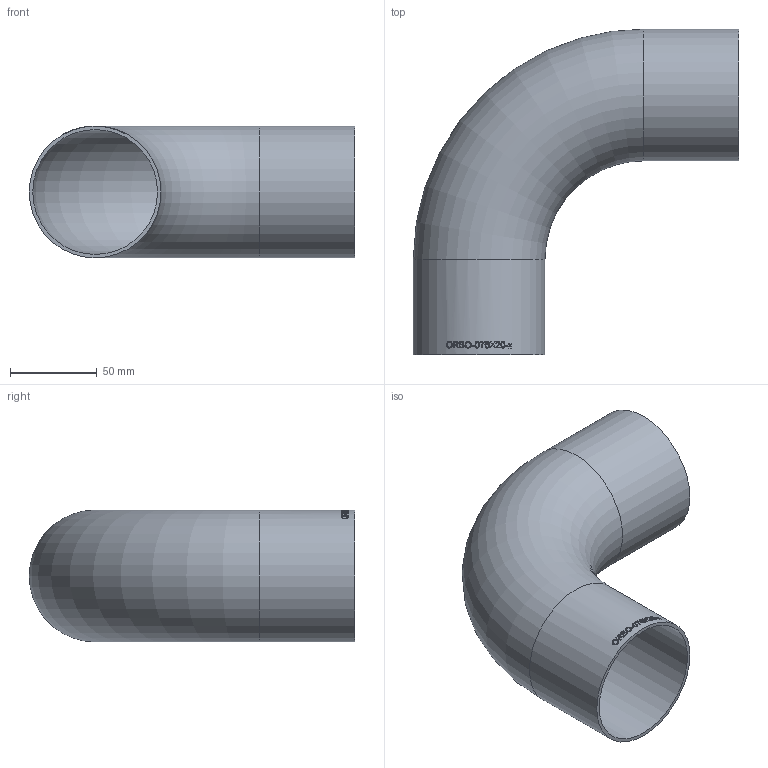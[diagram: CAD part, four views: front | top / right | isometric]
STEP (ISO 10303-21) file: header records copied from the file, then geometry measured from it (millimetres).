
FILE_DESCRIPTION (( 'STEP AP214' ), '1' );
FILE_NAME ('ORBO-076X20-x Bogen orbital Iso 2004.STEP', '2020-04-09T10:38:06', ( '' ), ( '' ), 'SwSTEP 2.0', 'SolidWorks 2019', '' );
FILE_SCHEMA (( 'AUTOMOTIVE_DESIGN' ));
Length unit declared in the file: millimetre
Products named in the file (1): ORBO-076X20-x Bogen orbital Iso 2004
Bounding box: 188.05 x 188.05 x 76.1 mm (x, y, z)
Volume: 120672.1 mm3; surface area: 121628.7 mm2
Topology: 1 solids, 1 shells, 179 faces, 468 edges, 311 vertices
Faces by surface type: bspline 108, plane 44, cylinder 25, torus 2
Full cylindrical faces by diameter (mm): 72.1 x2, 76.1 x2
Entity records: 24482 total; most frequent: CARTESIAN_POINT 19221, ORIENTED_EDGE 916, EDGE_CURVE 458, B_SPLINE_CURVE_WITH_KNOTS 341, DIRECTION 327, VERTEX_POINT 308, EDGE_LOOP 208, FACE_OUTER_BOUND 185
